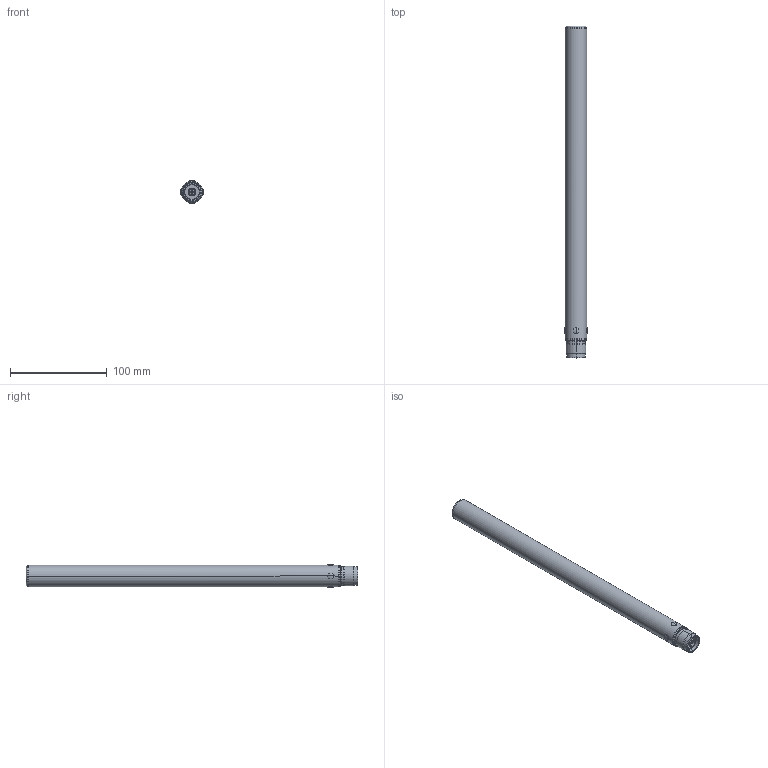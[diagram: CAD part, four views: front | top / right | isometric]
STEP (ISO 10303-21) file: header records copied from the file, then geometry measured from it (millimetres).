
FILE_DESCRIPTION (( 'STEP AP214' ), '1' );
FILE_NAME ('FMANOM1140_3D.step', '2023-11-07T22:05:10', ( '' ), ( '' ), 'SwSTEP 2.0', 'SolidWorks 2022', '' );
FILE_SCHEMA (( 'AUTOMOTIVE_DESIGN' ));
Length unit declared in the file: inch
Products named in the file (6): CAP^FMANOM1140; FMANOM1140_3D; TUBE^FMANOM1140; N-TYPE CONN, MALE^FMANOM1140; plug^FMANOM1140; CONN RECEIVER^FMANOM1140
Assembly tree (8 placements, depth 2):
  FMANOM1140_3D
    N-TYPE CONN, MALE^FMANOM1140
    CONN RECEIVER^FMANOM1140
    TUBE^FMANOM1140
    CAP^FMANOM1140
    plug^FMANOM1140  x4
Bounding box: 24.4 x 342.25 x 24.4 mm (x, y, z)
Volume: 32091.8 mm3; surface area: 50063.4 mm2
Topology: 8 solids, 8 shells, 488 faces, 1334 edges, 876 vertices
Faces by surface type: plane 267, cylinder 158, cone 35, torus 14, bspline 12, sphere 2
Entity records: 10291 total; most frequent: CARTESIAN_POINT 3412, ORIENTED_EDGE 1390, DIRECTION 1385, EDGE_CURVE 695, AXIS2_PLACEMENT_3D 512, VERTEX_POINT 450, LINE 361, VECTOR 361
